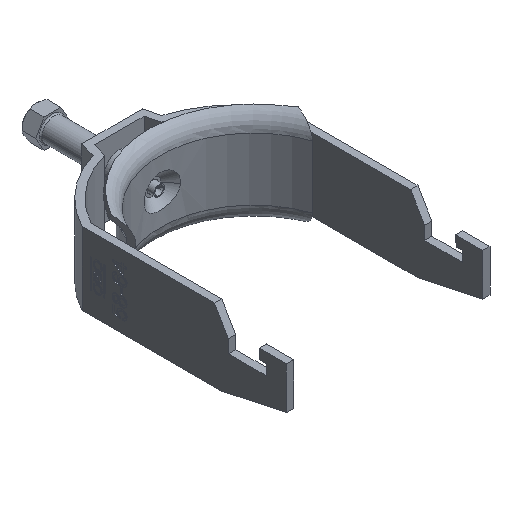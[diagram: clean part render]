
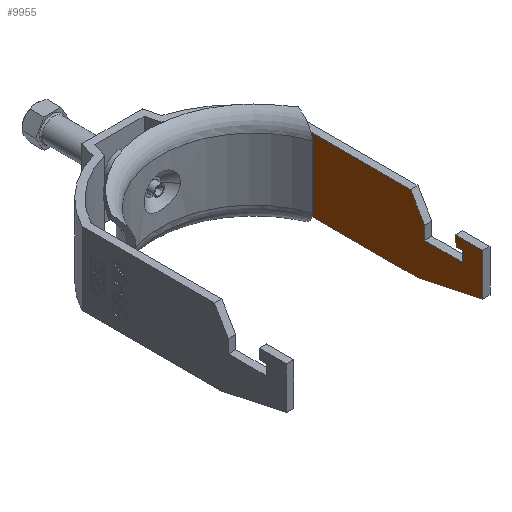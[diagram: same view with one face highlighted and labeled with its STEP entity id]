
A CAD part, isometric view. The second image highlights one B-rep face of the part: STEP entity #9955.
In plain terms, the highlighted planar face has unit normal (-1, 0, 0).
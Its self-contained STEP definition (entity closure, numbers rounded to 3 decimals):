
#1 = AXIS2_PLACEMENT_3D ( 'NONE', #9047, #3261, #6152 ) ;
#8 = DIRECTION ( 'NONE',  ( 0., 1., 0. ) ) ;
#151 = LINE ( 'NONE', #7182, #5891 ) ;
#211 = FACE_OUTER_BOUND ( 'NONE', #2391, .T. ) ;
#475 = LINE ( 'NONE', #1489, #4867 ) ;
#641 = EDGE_CURVE ( 'NONE', #11015, #5975, #3127, .T. ) ;
#1067 = EDGE_CURVE ( 'NONE', #6860, #10618, #7019, .T. ) ;
#1489 = CARTESIAN_POINT ( 'NONE',  ( 32.5, -95., -12.5 ) ) ;
#1605 = VECTOR ( 'NONE', #3115, 1000. ) ;
#1619 = VECTOR ( 'NONE', #12291, 1000. ) ;
#1635 = VECTOR ( 'NONE', #12214, 1000. ) ;
#1790 = ORIENTED_EDGE ( 'NONE', *, *, #10035, .T. ) ;
#1868 = CARTESIAN_POINT ( 'NONE',  ( 32.5, -25.315, -12.5 ) ) ;
#1929 = CARTESIAN_POINT ( 'NONE',  ( 32.5, -85.906, 3.25 ) ) ;
#2023 = VECTOR ( 'NONE', #7988, 1000. ) ;
#2059 = DIRECTION ( 'NONE',  ( 0., 0., 1. ) ) ;
#2097 = CARTESIAN_POINT ( 'NONE',  ( 32.5, -134., -12.5 ) ) ;
#2294 = CARTESIAN_POINT ( 'NONE',  ( 32.5, -134., 6.75 ) ) ;
#2298 = ORIENTED_EDGE ( 'NONE', *, *, #2428, .F. ) ;
#2330 = VERTEX_POINT ( 'NONE', #6707 ) ;
#2345 = LINE ( 'NONE', #11051, #2885 ) ;
#2391 = EDGE_LOOP ( 'NONE', ( #8359, #2298, #12218, #4856, #3648, #7334, #6536, #12369, #1790, #10452, #3969, #10368 ) ) ;
#2428 = EDGE_CURVE ( 'NONE', #6085, #10409, #475, .T. ) ;
#2440 = LINE ( 'NONE', #12233, #1619 ) ;
#2702 = LINE ( 'NONE', #7631, #10795 ) ;
#2715 = VERTEX_POINT ( 'NONE', #5552 ) ;
#2853 = CARTESIAN_POINT ( 'NONE',  ( 32.5, -25.315, 12.5 ) ) ;
#2885 = VECTOR ( 'NONE', #3235, 1000. ) ;
#3083 = DIRECTION ( 'NONE',  ( 0., -1., 0. ) ) ;
#3115 = DIRECTION ( 'NONE',  ( 0., 0.087, 0.996 ) ) ;
#3127 = LINE ( 'NONE', #7032, #7703 ) ;
#3155 = VERTEX_POINT ( 'NONE', #4928 ) ;
#3235 = DIRECTION ( 'NONE',  ( 0., 0., 1. ) ) ;
#3261 = DIRECTION ( 'NONE',  ( -1., 0., 0. ) ) ;
#3487 = DIRECTION ( 'NONE',  ( 0., -1., 0. ) ) ;
#3523 = VECTOR ( 'NONE', #5164, 1000. ) ;
#3556 = LINE ( 'NONE', #12331, #1635 ) ;
#3648 = ORIENTED_EDGE ( 'NONE', *, *, #8230, .F. ) ;
#3651 = EDGE_CURVE ( 'NONE', #10618, #6085, #4445, .T. ) ;
#3947 = LINE ( 'NONE', #8049, #3523 ) ;
#3969 = ORIENTED_EDGE ( 'NONE', *, *, #8509, .F. ) ;
#4162 = PLANE ( 'NONE',  #1 ) ;
#4225 = EDGE_CURVE ( 'NONE', #7586, #2330, #2345, .T. ) ;
#4257 = CARTESIAN_POINT ( 'NONE',  ( 32.5, -87.639, -16.556 ) ) ;
#4445 = LINE ( 'NONE', #2294, #5256 ) ;
#4856 = ORIENTED_EDGE ( 'NONE', *, *, #1067, .F. ) ;
#4867 = VECTOR ( 'NONE', #8269, 1000. ) ;
#4928 = CARTESIAN_POINT ( 'NONE',  ( 32.5, -25.315, -12.5 ) ) ;
#5164 = DIRECTION ( 'NONE',  ( 0., 0.978, -0.208 ) ) ;
#5256 = VECTOR ( 'NONE', #3487, 1000. ) ;
#5291 = CARTESIAN_POINT ( 'NONE',  ( 32.5, -95., 6.75 ) ) ;
#5471 = VERTEX_POINT ( 'NONE', #7524 ) ;
#5496 = VECTOR ( 'NONE', #2059, 1000. ) ;
#5552 = CARTESIAN_POINT ( 'NONE',  ( 32.5, -72.761, -12.5 ) ) ;
#5579 = EDGE_CURVE ( 'NONE', #10409, #2715, #3947, .T. ) ;
#5720 = DIRECTION ( 'NONE',  ( 0., 1., 0. ) ) ;
#5787 = VERTEX_POINT ( 'NONE', #8107 ) ;
#5891 = VECTOR ( 'NONE', #3083, 1000. ) ;
#5975 = VERTEX_POINT ( 'NONE', #2853 ) ;
#5976 = CARTESIAN_POINT ( 'NONE',  ( 32.5, -85.6, 6.75 ) ) ;
#6085 = VERTEX_POINT ( 'NONE', #5291 ) ;
#6152 = DIRECTION ( 'NONE',  ( 0., 1., 0. ) ) ;
#6288 = CARTESIAN_POINT ( 'NONE',  ( 32.5, -88., -0.25 ) ) ;
#6536 = ORIENTED_EDGE ( 'NONE', *, *, #6908, .F. ) ;
#6707 = CARTESIAN_POINT ( 'NONE',  ( 32.5, -88., 3.25 ) ) ;
#6788 = LINE ( 'NONE', #1868, #5496 ) ;
#6802 = CARTESIAN_POINT ( 'NONE',  ( 32.5, -95., -7.773 ) ) ;
#6860 = VERTEX_POINT ( 'NONE', #1929 ) ;
#6908 = EDGE_CURVE ( 'NONE', #5471, #7586, #151, .T. ) ;
#7019 = LINE ( 'NONE', #4257, #1605 ) ;
#7032 = CARTESIAN_POINT ( 'NONE',  ( 32.5, -134., 12.5 ) ) ;
#7182 = CARTESIAN_POINT ( 'NONE',  ( 32.5, -134., -0.25 ) ) ;
#7217 = LINE ( 'NONE', #2097, #2023 ) ;
#7334 = ORIENTED_EDGE ( 'NONE', *, *, #4225, .F. ) ;
#7524 = CARTESIAN_POINT ( 'NONE',  ( 32.5, -75., -0.25 ) ) ;
#7586 = VERTEX_POINT ( 'NONE', #6288 ) ;
#7631 = CARTESIAN_POINT ( 'NONE',  ( 32.5, -134., 3.25 ) ) ;
#7703 = VECTOR ( 'NONE', #8, 1000. ) ;
#7988 = DIRECTION ( 'NONE',  ( 0., 1., 0. ) ) ;
#8049 = CARTESIAN_POINT ( 'NONE',  ( 32.5, -131.353, -0.046 ) ) ;
#8107 = CARTESIAN_POINT ( 'NONE',  ( 32.5, -75., 4.25 ) ) ;
#8230 = EDGE_CURVE ( 'NONE', #2330, #6860, #2702, .T. ) ;
#8269 = DIRECTION ( 'NONE',  ( 0., 0., -1. ) ) ;
#8359 = ORIENTED_EDGE ( 'NONE', *, *, #5579, .F. ) ;
#8509 = EDGE_CURVE ( 'NONE', #3155, #5975, #6788, .T. ) ;
#8712 = EDGE_CURVE ( 'NONE', #5471, #5787, #2440, .T. ) ;
#9047 = CARTESIAN_POINT ( 'NONE',  ( 32.5, -134., -12.5 ) ) ;
#9269 = EDGE_CURVE ( 'NONE', #2715, #3155, #7217, .T. ) ;
#9955 = ADVANCED_FACE ( 'NONE', ( #211 ), #4162, .T. ) ;
#10035 = EDGE_CURVE ( 'NONE', #5787, #11015, #3556, .T. ) ;
#10368 = ORIENTED_EDGE ( 'NONE', *, *, #9269, .F. ) ;
#10409 = VERTEX_POINT ( 'NONE', #6802 ) ;
#10452 = ORIENTED_EDGE ( 'NONE', *, *, #641, .T. ) ;
#10618 = VERTEX_POINT ( 'NONE', #5976 ) ;
#10795 = VECTOR ( 'NONE', #5720, 1000. ) ;
#11015 = VERTEX_POINT ( 'NONE', #12273 ) ;
#11051 = CARTESIAN_POINT ( 'NONE',  ( 32.5, -88., -12.5 ) ) ;
#12214 = DIRECTION ( 'NONE',  ( 0., 0.5, 0.866 ) ) ;
#12218 = ORIENTED_EDGE ( 'NONE', *, *, #3651, .F. ) ;
#12233 = CARTESIAN_POINT ( 'NONE',  ( 32.5, -75., -12.5 ) ) ;
#12273 = CARTESIAN_POINT ( 'NONE',  ( 32.5, -70.237, 12.5 ) ) ;
#12291 = DIRECTION ( 'NONE',  ( 0., 0., 1. ) ) ;
#12331 = CARTESIAN_POINT ( 'NONE',  ( 32.5, -97.003, -33.86 ) ) ;
#12369 = ORIENTED_EDGE ( 'NONE', *, *, #8712, .T. ) ;
